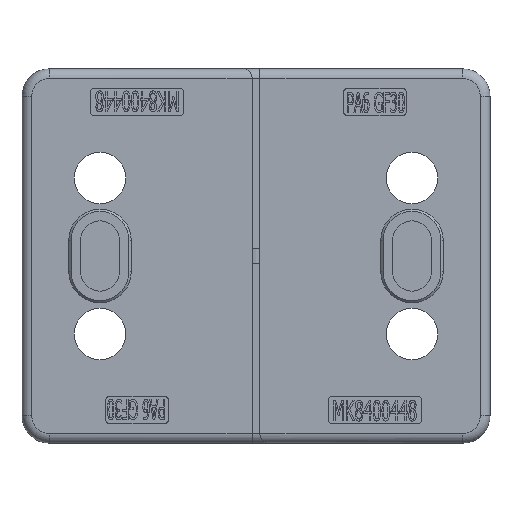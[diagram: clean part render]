
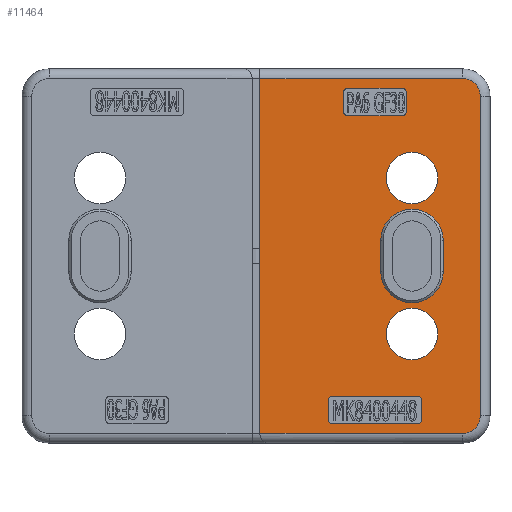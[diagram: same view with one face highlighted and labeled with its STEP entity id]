
A CAD part, front view. The second image highlights one B-rep face of the part: STEP entity #11464.
In plain terms, the highlighted planar face has unit normal (0, -1, 0).
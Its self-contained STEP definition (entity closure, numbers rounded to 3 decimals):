
#10011=CARTESIAN_POINT('',(16.25,0.0,-18.5));
#10012=VERTEX_POINT('',#10011);
#10019=CARTESIAN_POINT('',(16.25,0.0,-21.));
#10020=VERTEX_POINT('',#10019);
#10021=CARTESIAN_POINT('',(16.25,0.0,-21.));
#10022=DIRECTION('',(0.0,0.0,1.0));
#10023=VECTOR('',#10022,2.5);
#10024=LINE('',#10021,#10023);
#10025=EDGE_CURVE('',#10020,#10012,#10024,.T.);
#10043=CARTESIAN_POINT('',(16.75,0.0,-21.5));
#10044=VERTEX_POINT('',#10043);
#10045=CARTESIAN_POINT('',(16.75,0.0,-21.));
#10046=DIRECTION('',(0.0,1.0,0.0));
#10047=DIRECTION('',(1.0,0.0,0.0));
#10048=AXIS2_PLACEMENT_3D('',#10045,#10046,#10047);
#10049=CIRCLE('',#10048,0.5);
#10050=EDGE_CURVE('',#10044,#10020,#10049,.T.);
#10068=CARTESIAN_POINT('',(27.75,0.0,-21.5));
#10069=VERTEX_POINT('',#10068);
#10070=CARTESIAN_POINT('',(27.75,0.0,-21.5));
#10071=DIRECTION('',(-1.0,0.0,0.0));
#10072=VECTOR('',#10071,11.0);
#10073=LINE('',#10070,#10072);
#10074=EDGE_CURVE('',#10069,#10044,#10073,.T.);
#10092=CARTESIAN_POINT('',(28.25,0.0,-21.));
#10093=VERTEX_POINT('',#10092);
#10094=CARTESIAN_POINT('',(27.75,0.0,-21.));
#10095=DIRECTION('',(0.0,1.0,0.0));
#10096=DIRECTION('',(0.0,0.0,1.0));
#10097=AXIS2_PLACEMENT_3D('',#10094,#10095,#10096);
#10098=CIRCLE('',#10097,0.5);
#10099=EDGE_CURVE('',#10093,#10069,#10098,.T.);
#10117=CARTESIAN_POINT('',(28.25,0.0,-18.5));
#10118=VERTEX_POINT('',#10117);
#10119=CARTESIAN_POINT('',(28.25,0.0,-18.5));
#10120=DIRECTION('',(0.0,0.0,-1.0));
#10121=VECTOR('',#10120,2.5);
#10122=LINE('',#10119,#10121);
#10123=EDGE_CURVE('',#10118,#10093,#10122,.T.);
#10141=CARTESIAN_POINT('',(27.75,0.0,-18.));
#10142=VERTEX_POINT('',#10141);
#10143=CARTESIAN_POINT('',(27.75,0.0,-18.5));
#10144=DIRECTION('',(0.0,1.0,0.0));
#10145=DIRECTION('',(-1.0,0.0,0.0));
#10146=AXIS2_PLACEMENT_3D('',#10143,#10144,#10145);
#10147=CIRCLE('',#10146,0.5);
#10148=EDGE_CURVE('',#10142,#10118,#10147,.T.);
#10166=CARTESIAN_POINT('',(16.75,0.0,-18.));
#10167=VERTEX_POINT('',#10166);
#10168=CARTESIAN_POINT('',(16.75,0.0,-18.));
#10169=DIRECTION('',(1.0,0.0,0.0));
#10170=VECTOR('',#10169,11.0);
#10171=LINE('',#10168,#10170);
#10172=EDGE_CURVE('',#10167,#10142,#10171,.T.);
#10190=CARTESIAN_POINT('',(16.75,0.0,-18.5));
#10191=DIRECTION('',(0.0,1.0,0.0));
#10192=DIRECTION('',(0.0,0.0,-1.0));
#10193=AXIS2_PLACEMENT_3D('',#10190,#10191,#10192);
#10194=CIRCLE('',#10193,0.5);
#10195=EDGE_CURVE('',#10012,#10167,#10194,.T.);
#10218=CARTESIAN_POINT('',(18.25,0.0,21.));
#10219=VERTEX_POINT('',#10218);
#10226=CARTESIAN_POINT('',(18.25,0.0,18.5));
#10227=VERTEX_POINT('',#10226);
#10228=CARTESIAN_POINT('',(18.25,0.0,18.5));
#10229=DIRECTION('',(0.0,0.0,1.0));
#10230=VECTOR('',#10229,2.5);
#10231=LINE('',#10228,#10230);
#10232=EDGE_CURVE('',#10227,#10219,#10231,.T.);
#10250=CARTESIAN_POINT('',(18.75,0.0,18.));
#10251=VERTEX_POINT('',#10250);
#10252=CARTESIAN_POINT('',(18.75,0.0,18.5));
#10253=DIRECTION('',(0.0,1.0,0.0));
#10254=DIRECTION('',(-1.0,0.0,0.0));
#10255=AXIS2_PLACEMENT_3D('',#10252,#10253,#10254);
#10256=CIRCLE('',#10255,0.5);
#10257=EDGE_CURVE('',#10251,#10227,#10256,.T.);
#10275=CARTESIAN_POINT('',(25.75,0.0,18.));
#10276=VERTEX_POINT('',#10275);
#10277=CARTESIAN_POINT('',(25.75,0.0,18.));
#10278=DIRECTION('',(-1.0,0.0,0.0));
#10279=VECTOR('',#10278,7.0);
#10280=LINE('',#10277,#10279);
#10281=EDGE_CURVE('',#10276,#10251,#10280,.T.);
#10299=CARTESIAN_POINT('',(26.25,0.0,18.5));
#10300=VERTEX_POINT('',#10299);
#10301=CARTESIAN_POINT('',(25.75,0.0,18.5));
#10302=DIRECTION('',(0.0,1.0,0.0));
#10303=DIRECTION('',(0.0,0.0,-1.0));
#10304=AXIS2_PLACEMENT_3D('',#10301,#10302,#10303);
#10305=CIRCLE('',#10304,0.5);
#10306=EDGE_CURVE('',#10300,#10276,#10305,.T.);
#10324=CARTESIAN_POINT('',(26.25,0.0,21.));
#10325=VERTEX_POINT('',#10324);
#10326=CARTESIAN_POINT('',(26.25,0.0,21.));
#10327=DIRECTION('',(0.0,0.0,-1.0));
#10328=VECTOR('',#10327,2.5);
#10329=LINE('',#10326,#10328);
#10330=EDGE_CURVE('',#10325,#10300,#10329,.T.);
#10348=CARTESIAN_POINT('',(25.75,0.0,21.5));
#10349=VERTEX_POINT('',#10348);
#10350=CARTESIAN_POINT('',(25.75,0.0,21.));
#10351=DIRECTION('',(0.0,1.0,0.0));
#10352=DIRECTION('',(1.0,0.0,0.0));
#10353=AXIS2_PLACEMENT_3D('',#10350,#10351,#10352);
#10354=CIRCLE('',#10353,0.5);
#10355=EDGE_CURVE('',#10349,#10325,#10354,.T.);
#10373=CARTESIAN_POINT('',(18.75,0.0,21.5));
#10374=VERTEX_POINT('',#10373);
#10375=CARTESIAN_POINT('',(18.75,0.0,21.5));
#10376=DIRECTION('',(1.0,0.0,0.0));
#10377=VECTOR('',#10376,7.);
#10378=LINE('',#10375,#10377);
#10379=EDGE_CURVE('',#10374,#10349,#10378,.T.);
#10397=CARTESIAN_POINT('',(18.75,0.0,21.));
#10398=DIRECTION('',(0.0,1.0,0.0));
#10399=DIRECTION('',(0.0,0.0,1.0));
#10400=AXIS2_PLACEMENT_3D('',#10397,#10398,#10399);
#10401=CIRCLE('',#10400,0.5);
#10402=EDGE_CURVE('',#10219,#10374,#10401,.T.);
#10558=CARTESIAN_POINT('',(31.,0.0,2.));
#10559=VERTEX_POINT('',#10558);
#10566=CARTESIAN_POINT('',(23.,0.0,2.));
#10567=VERTEX_POINT('',#10566);
#10568=CARTESIAN_POINT('',(27.0,0.0,2.));
#10569=DIRECTION('',(0.0,1.0,0.0));
#10570=DIRECTION('',(-1.0,0.0,0.0));
#10571=AXIS2_PLACEMENT_3D('',#10568,#10569,#10570);
#10572=CIRCLE('',#10571,4.);
#10573=EDGE_CURVE('',#10567,#10559,#10572,.T.);
#10590=CARTESIAN_POINT('',(31.,0.0,-2.));
#10591=VERTEX_POINT('',#10590);
#10598=CARTESIAN_POINT('',(31.,0.0,2.));
#10599=DIRECTION('',(0.0,0.0,-1.0));
#10600=VECTOR('',#10599,4.);
#10601=LINE('',#10598,#10600);
#10602=EDGE_CURVE('',#10559,#10591,#10601,.T.);
#10820=CARTESIAN_POINT('',(7.5,0.0,-22.75));
#10821=VERTEX_POINT('',#10820);
#10846=CARTESIAN_POINT('',(33.5,0.0,-22.75));
#10847=VERTEX_POINT('',#10846);
#10855=CARTESIAN_POINT('',(33.5,0.0,-22.75));
#10856=DIRECTION('',(-1.0,0.0,0.0));
#10857=VECTOR('',#10856,26.0);
#10858=LINE('',#10855,#10857);
#10859=EDGE_CURVE('',#10847,#10821,#10858,.T.);
#10878=CARTESIAN_POINT('',(35.75,0.0,-20.5));
#10879=VERTEX_POINT('',#10878);
#10887=CARTESIAN_POINT('',(33.5,0.0,-20.5));
#10888=DIRECTION('',(0.0,1.0,0.0));
#10889=DIRECTION('',(0.707,0.0,-0.707));
#10890=AXIS2_PLACEMENT_3D('',#10887,#10888,#10889);
#10891=CIRCLE('',#10890,2.25);
#10892=EDGE_CURVE('',#10879,#10847,#10891,.T.);
#10912=CARTESIAN_POINT('',(35.75,0.0,20.5));
#10913=VERTEX_POINT('',#10912);
#10921=CARTESIAN_POINT('',(35.75,0.0,20.5));
#10922=DIRECTION('',(0.0,0.0,-1.0));
#10923=VECTOR('',#10922,41.);
#10924=LINE('',#10921,#10923);
#10925=EDGE_CURVE('',#10913,#10879,#10924,.T.);
#10944=CARTESIAN_POINT('',(33.5,0.0,22.75));
#10945=VERTEX_POINT('',#10944);
#10953=CARTESIAN_POINT('',(33.5,0.0,20.5));
#10954=DIRECTION('',(0.0,1.0,0.0));
#10955=DIRECTION('',(0.707,0.0,0.707));
#10956=AXIS2_PLACEMENT_3D('',#10953,#10954,#10955);
#10957=CIRCLE('',#10956,2.25);
#10958=EDGE_CURVE('',#10945,#10913,#10957,.T.);
#10978=CARTESIAN_POINT('',(7.5,0.0,22.75));
#10979=VERTEX_POINT('',#10978);
#10987=CARTESIAN_POINT('',(7.5,0.0,22.75));
#10988=DIRECTION('',(1.0,0.0,0.0));
#10989=VECTOR('',#10988,26.0);
#10990=LINE('',#10987,#10989);
#10991=EDGE_CURVE('',#10979,#10945,#10990,.T.);
#11385=CARTESIAN_POINT('',(37.0,0.0,0.0));
#11386=DIRECTION('',(0.0,-1.0,0.0));
#11387=DIRECTION('',(0.0,0.0,-1.0));
#11388=AXIS2_PLACEMENT_3D('',#11385,#11386,#11387);
#11389=PLANE('',#11388);
#11390=ORIENTED_EDGE('',*,*,#10991,.F.);
#11391=CARTESIAN_POINT('',(7.5,0.0,22.75));
#11392=DIRECTION('',(0.0,0.0,-1.0));
#11393=VECTOR('',#11392,45.5);
#11394=LINE('',#11391,#11393);
#11395=EDGE_CURVE('',#10979,#10821,#11394,.T.);
#11396=ORIENTED_EDGE('',*,*,#11395,.T.);
#11397=ORIENTED_EDGE('',*,*,#10859,.F.);
#11398=ORIENTED_EDGE('',*,*,#10892,.F.);
#11399=ORIENTED_EDGE('',*,*,#10925,.F.);
#11400=ORIENTED_EDGE('',*,*,#10958,.F.);
#11401=EDGE_LOOP('',(#11390,#11396,#11397,#11398,#11399,#11400));
#11402=FACE_OUTER_BOUND('',#11401,.T.);
#11403=ORIENTED_EDGE('',*,*,#10025,.T.);
#11404=ORIENTED_EDGE('',*,*,#10195,.T.);
#11405=ORIENTED_EDGE('',*,*,#10172,.T.);
#11406=ORIENTED_EDGE('',*,*,#10148,.T.);
#11407=ORIENTED_EDGE('',*,*,#10123,.T.);
#11408=ORIENTED_EDGE('',*,*,#10099,.T.);
#11409=ORIENTED_EDGE('',*,*,#10074,.T.);
#11410=ORIENTED_EDGE('',*,*,#10050,.T.);
#11411=EDGE_LOOP('',(#11403,#11404,#11405,#11406,#11407,#11408,#11409,#11410));
#11412=FACE_BOUND('',#11411,.T.);
#11413=ORIENTED_EDGE('',*,*,#10232,.T.);
#11414=ORIENTED_EDGE('',*,*,#10402,.T.);
#11415=ORIENTED_EDGE('',*,*,#10379,.T.);
#11416=ORIENTED_EDGE('',*,*,#10355,.T.);
#11417=ORIENTED_EDGE('',*,*,#10330,.T.);
#11418=ORIENTED_EDGE('',*,*,#10306,.T.);
#11419=ORIENTED_EDGE('',*,*,#10281,.T.);
#11420=ORIENTED_EDGE('',*,*,#10257,.T.);
#11421=EDGE_LOOP('',(#11413,#11414,#11415,#11416,#11417,#11418,#11419,#11420));
#11422=FACE_BOUND('',#11421,.T.);
#11423=ORIENTED_EDGE('',*,*,#10602,.T.);
#11424=CARTESIAN_POINT('',(23.,0.0,-2.));
#11425=VERTEX_POINT('',#11424);
#11426=CARTESIAN_POINT('',(27.0,0.0,-2.));
#11427=DIRECTION('',(0.0,1.0,0.0));
#11428=DIRECTION('',(1.0,0.0,0.0));
#11429=AXIS2_PLACEMENT_3D('',#11426,#11427,#11428);
#11430=CIRCLE('',#11429,4.);
#11431=EDGE_CURVE('',#10591,#11425,#11430,.T.);
#11432=ORIENTED_EDGE('',*,*,#11431,.T.);
#11433=CARTESIAN_POINT('',(23.0,0.0,-2.));
#11434=DIRECTION('',(0.0,0.0,1.0));
#11435=VECTOR('',#11434,4.);
#11436=LINE('',#11433,#11435);
#11437=EDGE_CURVE('',#11425,#10567,#11436,.T.);
#11438=ORIENTED_EDGE('',*,*,#11437,.T.);
#11439=ORIENTED_EDGE('',*,*,#10573,.T.);
#11440=EDGE_LOOP('',(#11423,#11432,#11438,#11439));
#11441=FACE_BOUND('',#11440,.T.);
#11442=CARTESIAN_POINT('',(23.7,0.,10.0));
#11443=VERTEX_POINT('',#11442);
#11444=CARTESIAN_POINT('',(27.0,0.0,10.0));
#11445=DIRECTION('',(0.0,1.0,0.0));
#11446=DIRECTION('',(1.0,0.0,0.0));
#11447=AXIS2_PLACEMENT_3D('',#11444,#11445,#11446);
#11448=CIRCLE('',#11447,3.3);
#11449=EDGE_CURVE('',#11443,#11443,#11448,.T.);
#11450=ORIENTED_EDGE('',*,*,#11449,.T.);
#11451=EDGE_LOOP('',(#11450));
#11452=FACE_BOUND('',#11451,.T.);
#11453=CARTESIAN_POINT('',(23.7,0.,-10.0));
#11454=VERTEX_POINT('',#11453);
#11455=CARTESIAN_POINT('',(27.0,0.0,-10.0));
#11456=DIRECTION('',(0.0,1.0,0.0));
#11457=DIRECTION('',(1.0,0.0,0.0));
#11458=AXIS2_PLACEMENT_3D('',#11455,#11456,#11457);
#11459=CIRCLE('',#11458,3.3);
#11460=EDGE_CURVE('',#11454,#11454,#11459,.T.);
#11461=ORIENTED_EDGE('',*,*,#11460,.T.);
#11462=EDGE_LOOP('',(#11461));
#11463=FACE_BOUND('',#11462,.T.);
#11464=ADVANCED_FACE('',(#11402,#11412,#11422,#11441,#11452,#11463),#11389,.T.);
